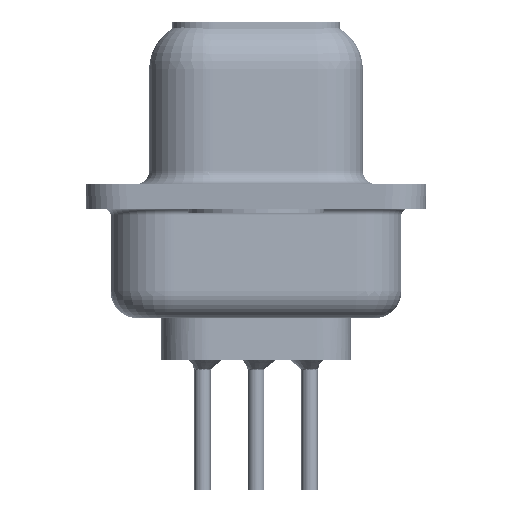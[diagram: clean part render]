
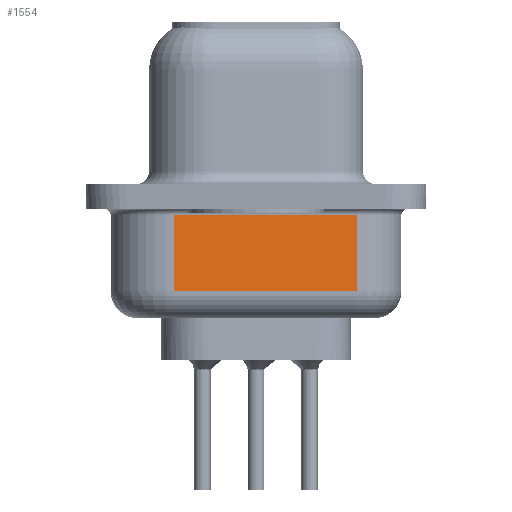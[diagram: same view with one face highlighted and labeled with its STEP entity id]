
A CAD part, left-side view. The second image highlights one B-rep face of the part: STEP entity #1554.
In plain terms, the highlighted planar face has unit normal (-0.985, -0.174, 0).
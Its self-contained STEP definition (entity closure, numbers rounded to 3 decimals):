
#69 = VECTOR ( 'NONE', #6142, 1000. ) ;
#1217 = VERTEX_POINT ( 'NONE', #7538 ) ;
#1459 = EDGE_CURVE ( 'NONE', #1217, #2854, #13478, .T. ) ;
#1526 = AXIS2_PLACEMENT_3D ( 'NONE', #34981, #3382, #32206 ) ;
#1554 = ADVANCED_FACE ( 'NONE', ( #28563 ), #27908, .F. ) ;
#2829 = LINE ( 'NONE', #44768, #39918 ) ;
#2854 = VERTEX_POINT ( 'NONE', #7495 ) ;
#3382 = DIRECTION ( 'NONE',  ( 0.985, 0.174, 0. ) ) ;
#4923 = VECTOR ( 'NONE', #27564, 1000. ) ;
#6142 = DIRECTION ( 'NONE',  ( 0.174, -0.985, 0. ) ) ;
#7141 = LINE ( 'NONE', #38955, #4923 ) ;
#7495 = CARTESIAN_POINT ( 'NONE',  ( 4.321, -3.722, -3.5 ) ) ;
#7538 = CARTESIAN_POINT ( 'NONE',  ( 3.13, 3.028, -3.5 ) ) ;
#8561 = ORIENTED_EDGE ( 'NONE', *, *, #1459, .T. ) ;
#10756 = CARTESIAN_POINT ( 'NONE',  ( 4.321, -3.722, -0.7 ) ) ;
#11276 = ORIENTED_EDGE ( 'NONE', *, *, #33052, .F. ) ;
#11582 = DIRECTION ( 'NONE',  ( 0., 0., 1. ) ) ;
#13478 = LINE ( 'NONE', #19916, #69 ) ;
#14882 = EDGE_LOOP ( 'NONE', ( #11276, #8561, #32146, #18424 ) ) ;
#18424 = ORIENTED_EDGE ( 'NONE', *, *, #38398, .T. ) ;
#18684 = LINE ( 'NONE', #25119, #27380 ) ;
#19916 = CARTESIAN_POINT ( 'NONE',  ( 3.13, 3.028, -3.5 ) ) ;
#25119 = CARTESIAN_POINT ( 'NONE',  ( 3.13, 3.028, -4.5 ) ) ;
#27380 = VECTOR ( 'NONE', #11582, 1000. ) ;
#27394 = VERTEX_POINT ( 'NONE', #41420 ) ;
#27564 = DIRECTION ( 'NONE',  ( -0.174, 0.985, 0. ) ) ;
#27908 = PLANE ( 'NONE',  #1526 ) ;
#28563 = FACE_OUTER_BOUND ( 'NONE', #14882, .T. ) ;
#32146 = ORIENTED_EDGE ( 'NONE', *, *, #36493, .T. ) ;
#32206 = DIRECTION ( 'NONE',  ( -0.174, 0.985, 0. ) ) ;
#33052 = EDGE_CURVE ( 'NONE', #1217, #27394, #18684, .T. ) ;
#34981 = CARTESIAN_POINT ( 'NONE',  ( 3.13, 3.028, -4.5 ) ) ;
#36493 = EDGE_CURVE ( 'NONE', #2854, #38803, #2829, .T. ) ;
#37204 = DIRECTION ( 'NONE',  ( 0., 0., 1. ) ) ;
#38398 = EDGE_CURVE ( 'NONE', #38803, #27394, #7141, .T. ) ;
#38803 = VERTEX_POINT ( 'NONE', #10756 ) ;
#38955 = CARTESIAN_POINT ( 'NONE',  ( 3.13, 3.028, -0.7 ) ) ;
#39918 = VECTOR ( 'NONE', #37204, 1000. ) ;
#41420 = CARTESIAN_POINT ( 'NONE',  ( 3.13, 3.028, -0.7 ) ) ;
#44768 = CARTESIAN_POINT ( 'NONE',  ( 4.321, -3.722, -4.5 ) ) ;
